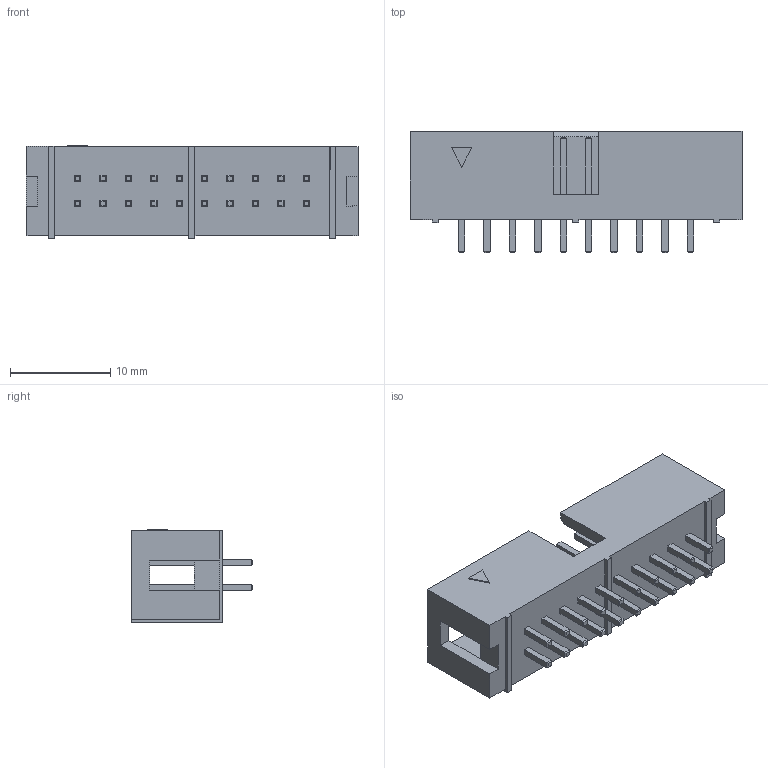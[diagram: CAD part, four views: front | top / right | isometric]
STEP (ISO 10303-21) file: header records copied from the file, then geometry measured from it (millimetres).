
FILE_DESCRIPTION (( 'STEP AP214' ), '1' );
FILE_NAME ('User Library-BH-10..64.STEP', '2019-02-19T07:16:27', ( '' ), ( '' ), 'SwSTEP 2.0', 'SolidWorks 2019', '' );
FILE_SCHEMA (( 'AUTOMOTIVE_DESIGN' ));
Length unit declared in the file: millimetre
Products named in the file (1): User Library-BH-10..64
Bounding box: 33.2 x 12.1 x 9.3 mm (x, y, z)
Volume: 1328.8 mm3; surface area: 2208.9 mm2
Topology: 1 solids, 1 shells, 409 faces, 942 edges, 572 vertices
Faces by surface type: plane 409
Entity records: 15094 total; most frequent: CARTESIAN_POINT 1924, ORIENTED_EDGE 1884, DIRECTION 1762, LINE 942, VECTOR 942, EDGE_CURVE 942, VERTEX_POINT 572, EDGE_LOOP 450
